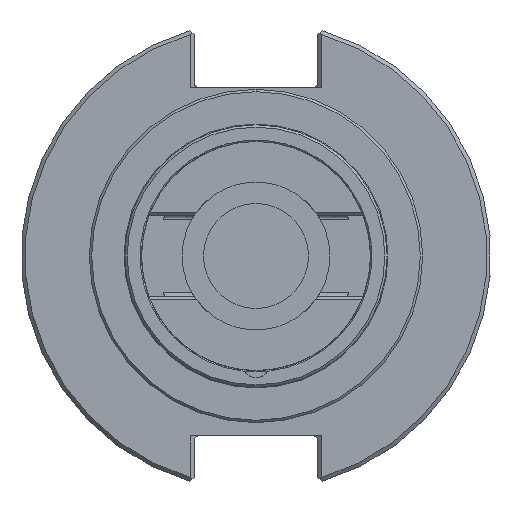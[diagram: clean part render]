
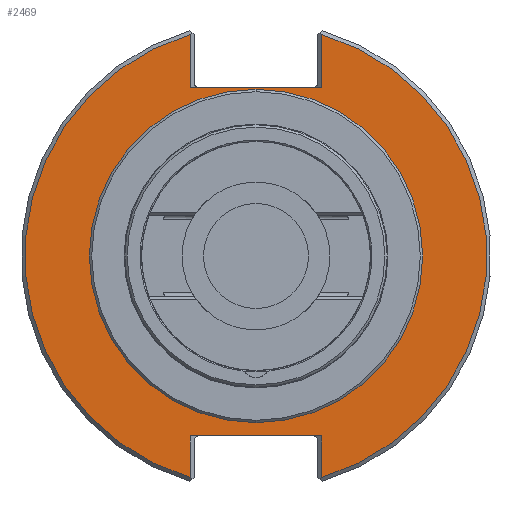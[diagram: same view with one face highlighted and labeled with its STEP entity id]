
A CAD part, front view. The second image highlights one B-rep face of the part: STEP entity #2469.
In plain terms, the highlighted planar face has unit normal (0, -1, 0).
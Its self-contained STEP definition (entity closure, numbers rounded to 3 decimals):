
#2=DIRECTION('',(-1.,0.,0.));
#3=VECTOR('',#2,27.51);
#4=CARTESIAN_POINT('',(13.755,15.95,-37.7));
#5=LINE('',#4,#3);
#6=DIRECTION('',(-1.,0.,0.));
#7=VECTOR('',#6,27.51);
#8=CARTESIAN_POINT('',(13.755,15.95,35.3));
#9=LINE('',#8,#7);
#10=CARTESIAN_POINT('',(0.,15.95,0.));
#11=DIRECTION('',(0.,-1.,0.));
#12=DIRECTION('',(0.,0.,1.));
#13=AXIS2_PLACEMENT_3D('',#10,#11,#12);
#15=CARTESIAN_POINT('',(0.,15.95,0.));
#16=DIRECTION('',(0.,-1.,0.));
#17=DIRECTION('',(0.,0.,-1.));
#18=AXIS2_PLACEMENT_3D('',#15,#16,#17);
#35=DIRECTION('',(0.,0.,-1.));
#36=VECTOR('',#35,11.115);
#37=CARTESIAN_POINT('',(13.753,15.95,46.415));
#38=LINE('',#37,#36);
#310=DIRECTION('',(0.,0.,1.));
#311=VECTOR('',#310,11.115);
#312=CARTESIAN_POINT('',(-13.755,15.95,35.3));
#313=LINE('',#312,#311);
#326=CARTESIAN_POINT('',(0.,15.95,0.));
#327=DIRECTION('',(0.,-1.,0.));
#328=DIRECTION('',(-0.284,0.,0.959));
#329=AXIS2_PLACEMENT_3D('',#326,#327,#328);
#414=DIRECTION('',(0.,0.,-1.));
#415=VECTOR('',#414,8.715);
#416=CARTESIAN_POINT('',(-13.755,15.95,-37.7));
#417=LINE('',#416,#415);
#821=DIRECTION('',(0.,0.,1.));
#822=VECTOR('',#821,8.715);
#823=CARTESIAN_POINT('',(13.753,15.95,-46.415));
#824=LINE('',#823,#822);
#837=CARTESIAN_POINT('',(0.,15.95,0.));
#838=DIRECTION('',(0.,-1.,0.));
#839=DIRECTION('',(0.284,0.,-0.959));
#840=AXIS2_PLACEMENT_3D('',#837,#838,#839);
#1984=CARTESIAN_POINT('',(0.,15.95,34.925));
#1985=CARTESIAN_POINT('',(0.,15.95,-34.925));
#1986=VERTEX_POINT('',#1984);
#1987=VERTEX_POINT('',#1985);
#2036=CARTESIAN_POINT('',(-13.755,15.95,-37.7));
#2037=CARTESIAN_POINT('',(-13.753,15.95,-46.415));
#2038=VERTEX_POINT('',#2036);
#2039=VERTEX_POINT('',#2037);
#2040=CARTESIAN_POINT('',(-13.755,15.95,35.3));
#2041=CARTESIAN_POINT('',(-13.753,15.95,46.415));
#2042=VERTEX_POINT('',#2040);
#2043=VERTEX_POINT('',#2041);
#2052=CARTESIAN_POINT('',(13.753,15.95,46.415));
#2053=CARTESIAN_POINT('',(13.755,15.95,35.3));
#2054=VERTEX_POINT('',#2052);
#2055=VERTEX_POINT('',#2053);
#2056=CARTESIAN_POINT('',(13.753,15.95,-46.415));
#2057=CARTESIAN_POINT('',(13.755,15.95,-37.7));
#2058=VERTEX_POINT('',#2056);
#2059=VERTEX_POINT('',#2057);
#2440=CARTESIAN_POINT('',(0.,15.95,0.));
#2441=DIRECTION('',(0.,-1.,0.));
#2442=DIRECTION('',(0.,0.,1.));
#2443=AXIS2_PLACEMENT_3D('',#2440,#2441,#2442);
#2444=PLANE('',#2443);
#2446=ORIENTED_EDGE('',*,*,#2445,.F.);
#2448=ORIENTED_EDGE('',*,*,#2447,.F.);
#2450=ORIENTED_EDGE('',*,*,#2449,.T.);
#2452=ORIENTED_EDGE('',*,*,#2451,.T.);
#2454=ORIENTED_EDGE('',*,*,#2453,.T.);
#2456=ORIENTED_EDGE('',*,*,#2455,.F.);
#2458=ORIENTED_EDGE('',*,*,#2457,.F.);
#2460=ORIENTED_EDGE('',*,*,#2459,.F.);
#2461=EDGE_LOOP('',(#2446,#2448,#2450,#2452,#2454,#2456,#2458,#2460));
#2462=FACE_OUTER_BOUND('',#2461,.F.);
#2464=ORIENTED_EDGE('',*,*,#2463,.T.);
#2466=ORIENTED_EDGE('',*,*,#2465,.T.);
#2467=EDGE_LOOP('',(#2464,#2466));
#2468=FACE_BOUND('',#2467,.F.);
#2469=ADVANCED_FACE('',(#2462,#2468),#2444,.T.);
#14=CIRCLE('',#13,34.925);
#19=CIRCLE('',#18,34.925);
#330=CIRCLE('',#329,48.41);
#841=CIRCLE('',#840,48.41);
#2445=EDGE_CURVE('',#2054,#2055,#38,.T.);
#2447=EDGE_CURVE('',#2058,#2054,#841,.T.);
#2449=EDGE_CURVE('',#2058,#2059,#824,.T.);
#2451=EDGE_CURVE('',#2059,#2038,#5,.T.);
#2453=EDGE_CURVE('',#2038,#2039,#417,.T.);
#2455=EDGE_CURVE('',#2043,#2039,#330,.T.);
#2457=EDGE_CURVE('',#2042,#2043,#313,.T.);
#2459=EDGE_CURVE('',#2055,#2042,#9,.T.);
#2463=EDGE_CURVE('',#1986,#1987,#14,.T.);
#2465=EDGE_CURVE('',#1987,#1986,#19,.T.);
